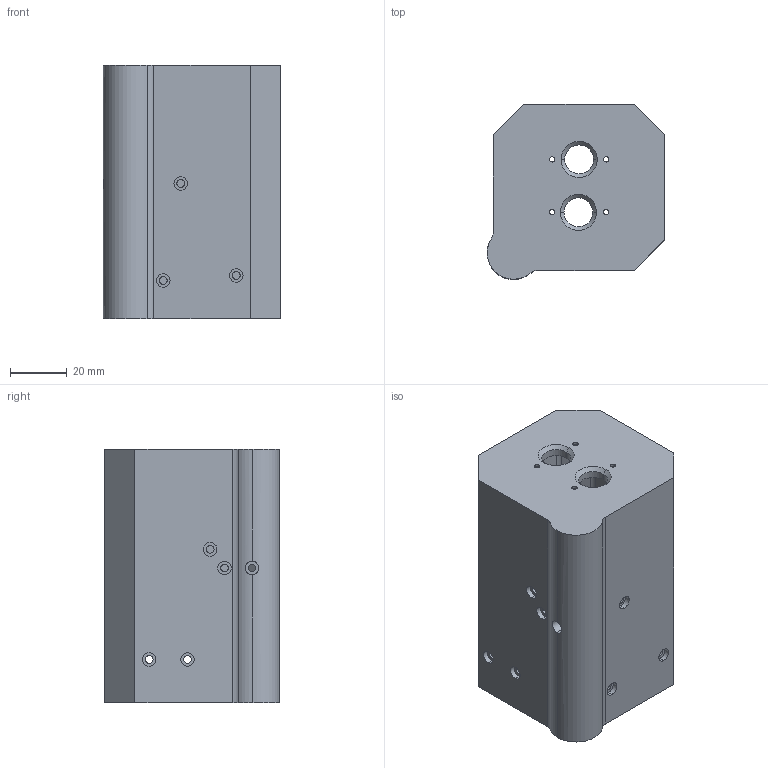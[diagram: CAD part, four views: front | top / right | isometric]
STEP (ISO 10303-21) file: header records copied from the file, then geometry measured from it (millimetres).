
FILE_DESCRIPTION (( 'STEP AP214' ), '1' );
FILE_NAME ('Radar Altimeter Case.STEP', '2021-06-13T02:11:58', ( '' ), ( '' ), 'SwSTEP 2.0', 'SolidWorks 2019', '' );
FILE_SCHEMA (( 'AUTOMOTIVE_DESIGN' ));
Length unit declared in the file: inch
Products named in the file (1): Radar Altimeter Case
Bounding box: 62.36 x 61.34 x 88.9 mm (x, y, z)
Volume: 51254.6 mm3; surface area: 44117.8 mm2
Topology: 1 solids, 1 shells, 142 faces, 353 edges, 226 vertices
Faces by surface type: cylinder 80, plane 34, torus 15, cone 12, bspline 1
Entity records: 4515 total; most frequent: CARTESIAN_POINT 870, DIRECTION 823, ORIENTED_EDGE 706, EDGE_CURVE 353, AXIS2_PLACEMENT_3D 339, VERTEX_POINT 226, CIRCLE 197, EDGE_LOOP 187
